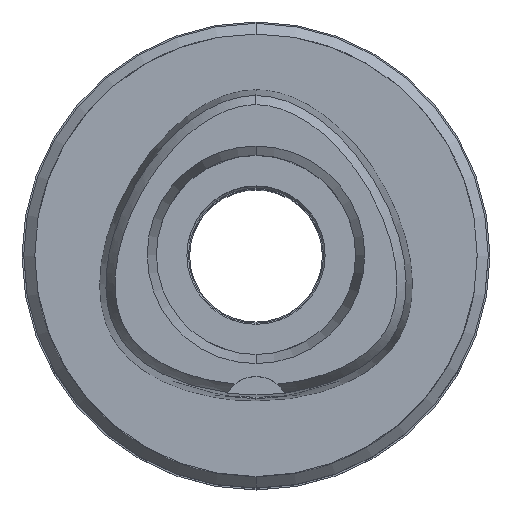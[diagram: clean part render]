
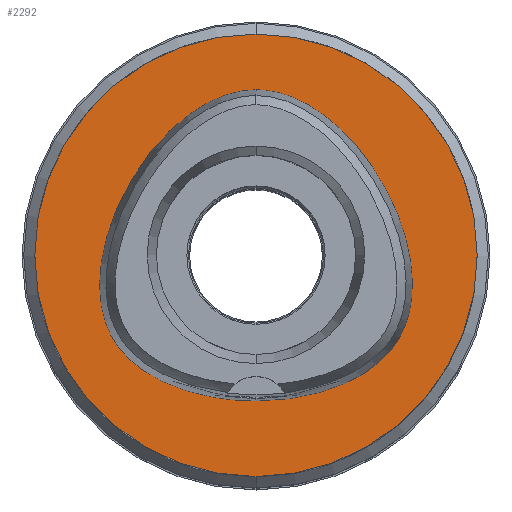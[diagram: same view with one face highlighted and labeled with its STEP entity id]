
A CAD part, top view. The second image highlights one B-rep face of the part: STEP entity #2292.
In plain terms, the highlighted planar face has unit normal (0, 0, 1).
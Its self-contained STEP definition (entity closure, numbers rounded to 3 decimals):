
#311=CARTESIAN_POINT('',(0.,0.,0.));
#312=DIRECTION('',(0.,0.,-1.));
#313=DIRECTION('',(0.,-1.,0.));
#314=AXIS2_PLACEMENT_3D('',#311,#312,#313);
#319=CARTESIAN_POINT('',(0.,0.,0.));
#320=DIRECTION('',(0.,0.,-1.));
#321=DIRECTION('',(0.,1.,0.));
#322=AXIS2_PLACEMENT_3D('',#319,#320,#321);
#327=CARTESIAN_POINT('',(0.,-13.163,0.));
#328=CARTESIAN_POINT('',(0.57,-13.163,0.));
#329=CARTESIAN_POINT('',(1.691,-13.121,
0.));
#330=CARTESIAN_POINT('',(3.338,-12.936,
0.));
#331=CARTESIAN_POINT('',(4.884,-12.641,
0.));
#332=CARTESIAN_POINT('',(6.303,-12.256,0.));
#333=CARTESIAN_POINT('',(7.576,-11.799,0.));
#334=CARTESIAN_POINT('',(8.701,-11.289,0.));
#335=CARTESIAN_POINT('',(9.681,-10.741,0.));
#336=CARTESIAN_POINT('',(10.529,-10.166,0.));
#337=CARTESIAN_POINT('',(11.256,-9.571,0.));
#338=CARTESIAN_POINT('',(11.876,-8.961,0.));
#339=CARTESIAN_POINT('',(12.401,-8.339,0.));
#340=CARTESIAN_POINT('',(12.84,-7.703,0.));
#341=CARTESIAN_POINT('',(13.209,-7.039,0.));
#342=CARTESIAN_POINT('',(13.521,-6.322,0.));
#343=CARTESIAN_POINT('',(13.779,-5.531,0.));
#344=CARTESIAN_POINT('',(13.975,-4.662,0.));
#345=CARTESIAN_POINT('',(14.102,-3.704,0.));
#346=CARTESIAN_POINT('',(14.148,-2.649,0.));
#347=CARTESIAN_POINT('',(14.099,-1.49,0.));
#348=CARTESIAN_POINT('',(13.94,-0.226,0.));
#349=CARTESIAN_POINT('',(13.655,1.138,0.));
#350=CARTESIAN_POINT('',(13.231,2.585,0.));
#351=CARTESIAN_POINT('',(12.664,4.088,0.));
#352=CARTESIAN_POINT('',(11.956,5.604,0.));
#353=CARTESIAN_POINT('',(11.124,7.086,0.));
#354=CARTESIAN_POINT('',(10.191,8.491,0.));
#355=CARTESIAN_POINT('',(9.189,9.779,0.));
#356=CARTESIAN_POINT('',(8.152,10.92,0.));
#357=CARTESIAN_POINT('',(7.11,11.901,0.));
#358=CARTESIAN_POINT('',(6.085,12.722,0.));
#359=CARTESIAN_POINT('',(5.094,13.39,0.));
#360=CARTESIAN_POINT('',(4.143,13.92,0.));
#361=CARTESIAN_POINT('',(3.236,14.326,0.));
#362=CARTESIAN_POINT('',(2.372,14.623,
0.));
#363=CARTESIAN_POINT('',(1.547,14.824,0.));
#364=CARTESIAN_POINT('',(0.757,14.939,
0.));
#365=CARTESIAN_POINT('',(0.249,14.963,
0.));
#366=CARTESIAN_POINT('',(0.,14.963,
0.));
#371=CARTESIAN_POINT('',(0.,14.963,
0.));
#372=CARTESIAN_POINT('',(-0.249,14.963,
0.));
#373=CARTESIAN_POINT('',(-0.757,14.939,
0.));
#374=CARTESIAN_POINT('',(-1.547,14.824,
0.));
#375=CARTESIAN_POINT('',(-2.372,14.623,
0.));
#376=CARTESIAN_POINT('',(-3.236,14.326,0.));
#377=CARTESIAN_POINT('',(-4.143,13.92,0.));
#378=CARTESIAN_POINT('',(-5.094,13.39,0.));
#379=CARTESIAN_POINT('',(-6.085,12.722,0.));
#380=CARTESIAN_POINT('',(-7.109,11.902,0.));
#381=CARTESIAN_POINT('',(-8.151,10.921,0.));
#382=CARTESIAN_POINT('',(-9.188,9.78,0.));
#383=CARTESIAN_POINT('',(-10.19,8.492,0.));
#384=CARTESIAN_POINT('',(-11.123,7.088,0.));
#385=CARTESIAN_POINT('',(-11.955,5.606,0.));
#386=CARTESIAN_POINT('',(-12.663,4.09,0.));
#387=CARTESIAN_POINT('',(-13.231,2.588,0.));
#388=CARTESIAN_POINT('',(-13.654,1.141,0.));
#389=CARTESIAN_POINT('',(-13.939,-0.223,0.));
#390=CARTESIAN_POINT('',(-14.099,-1.487,0.));
#391=CARTESIAN_POINT('',(-14.148,-2.645,0.));
#392=CARTESIAN_POINT('',(-14.102,-3.701,0.));
#393=CARTESIAN_POINT('',(-13.976,-4.659,0.));
#394=CARTESIAN_POINT('',(-13.78,-5.529,0.));
#395=CARTESIAN_POINT('',(-13.522,-6.319,0.));
#396=CARTESIAN_POINT('',(-13.21,-7.037,0.));
#397=CARTESIAN_POINT('',(-12.84,-7.703,0.));
#398=CARTESIAN_POINT('',(-12.401,-8.339,0.));
#399=CARTESIAN_POINT('',(-11.877,-8.961,0.));
#400=CARTESIAN_POINT('',(-11.257,-9.571,0.));
#401=CARTESIAN_POINT('',(-10.53,-10.165,0.));
#402=CARTESIAN_POINT('',(-9.682,-10.74,0.));
#403=CARTESIAN_POINT('',(-8.702,-11.288,0.));
#404=CARTESIAN_POINT('',(-7.577,-11.799,0.));
#405=CARTESIAN_POINT('',(-6.304,-12.255,0.));
#406=CARTESIAN_POINT('',(-4.885,-12.641,
0.));
#407=CARTESIAN_POINT('',(-3.338,-12.936,
0.));
#408=CARTESIAN_POINT('',(-1.691,-13.121,
0.));
#409=CARTESIAN_POINT('',(-0.57,-13.163,0.));
#410=CARTESIAN_POINT('',(0.,-13.163,0.));
#1545=VERTEX_POINT('',#371);
#1546=VERTEX_POINT('',#410);
#1551=CARTESIAN_POINT('',(0.,-20.,0.));
#1552=CARTESIAN_POINT('',(0.,20.,0.));
#1553=VERTEX_POINT('',#1551);
#1554=VERTEX_POINT('',#1552);
#2276=CARTESIAN_POINT('',(0.,0.,0.));
#2277=DIRECTION('',(0.,0.,-1.));
#2278=DIRECTION('',(0.,-1.,0.));
#2279=AXIS2_PLACEMENT_3D('',#2276,#2277,#2278);
#2280=PLANE('',#2279);
#2282=ORIENTED_EDGE('',*,*,#2281,.T.);
#2284=ORIENTED_EDGE('',*,*,#2283,.T.);
#2285=EDGE_LOOP('',(#2282,#2284));
#2286=FACE_OUTER_BOUND('',#2285,.F.);
#2288=ORIENTED_EDGE('',*,*,#2287,.T.);
#2289=ORIENTED_EDGE('',*,*,#2259,.T.);
#2290=EDGE_LOOP('',(#2288,#2289));
#2291=FACE_BOUND('',#2290,.F.);
#315=CIRCLE('',#314,20.);
#323=CIRCLE('',#322,20.);
#367=B_SPLINE_CURVE_WITH_KNOTS('',3,(#327,#328,#329,#330,#331,#332,#333,#334,
#335,#336,#337,#338,#339,#340,#341,#342,#343,#344,#345,#346,#347,#348,#349,#350,
#351,#352,#353,#354,#355,#356,#357,#358,#359,#360,#361,#362,#363,#364,#365,
#366),.UNSPECIFIED.,.F.,.F.,(4,1,1,1,1,1,1,1,1,1,1,1,1,1,1,1,1,1,1,1,1,1,1,1,1,
1,1,1,1,1,1,1,1,1,1,1,1,4),(0.,0.027,0.054,
0.081,0.108,0.135,0.162,
0.189,0.216,0.243,0.27,
0.297,0.324,0.351,0.378,
0.405,0.432,0.459,0.486,
0.514,0.541,0.568,0.595,
0.622,0.649,0.676,0.703,
0.73,0.757,0.784,0.811,
0.838,0.865,0.892,0.919,
0.946,0.973,1.),.UNSPECIFIED.);
#411=B_SPLINE_CURVE_WITH_KNOTS('',3,(#371,#372,#373,#374,#375,#376,#377,#378,
#379,#380,#381,#382,#383,#384,#385,#386,#387,#388,#389,#390,#391,#392,#393,#394,
#395,#396,#397,#398,#399,#400,#401,#402,#403,#404,#405,#406,#407,#408,#409,
#410),.UNSPECIFIED.,.F.,.F.,(4,1,1,1,1,1,1,1,1,1,1,1,1,1,1,1,1,1,1,1,1,1,1,1,1,
1,1,1,1,1,1,1,1,1,1,1,1,4),(0.,0.027,0.054,
0.081,0.108,0.135,0.162,
0.189,0.216,0.243,0.27,
0.297,0.324,0.351,0.378,
0.405,0.432,0.459,0.486,
0.514,0.541,0.568,0.595,
0.622,0.649,0.676,0.703,
0.73,0.757,0.784,0.811,
0.838,0.865,0.892,0.919,
0.946,0.973,1.),.UNSPECIFIED.);
#2259=EDGE_CURVE('',#1545,#1546,#411,.T.);
#2281=EDGE_CURVE('',#1553,#1554,#315,.T.);
#2283=EDGE_CURVE('',#1554,#1553,#323,.T.);
#2287=EDGE_CURVE('',#1546,#1545,#367,.T.);
#2292=ADVANCED_FACE('',(#2286,#2291),#2280,.F.);
